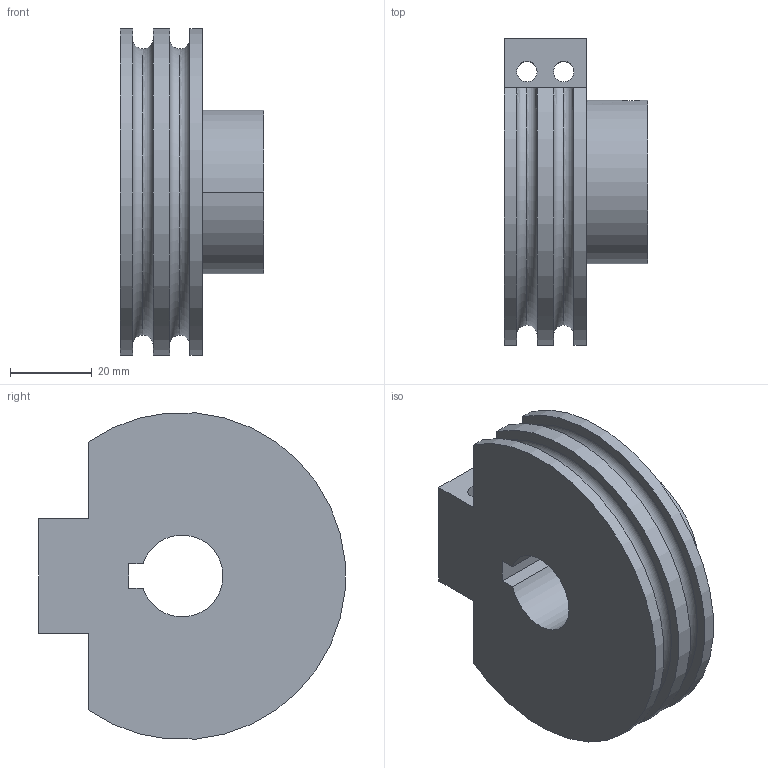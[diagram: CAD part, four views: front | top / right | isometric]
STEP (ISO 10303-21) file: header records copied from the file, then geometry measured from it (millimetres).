
FILE_DESCRIPTION (( 'STEP AP203' ), '1' );
FILE_NAME ('Poulie direction.STEP', '2024-01-16T21:19:19', ( '' ), ( '' ), 'SwSTEP 2.0', 'SolidWorks 2018', '' );
FILE_SCHEMA (( 'CONFIG_CONTROL_DESIGN' ));
Length unit declared in the file: millimetre
Products named in the file (1): Poulie direction
Bounding box: 35 x 74.85 x 79.7 mm (x, y, z)
Volume: 89873.5 mm3; surface area: 21560.6 mm2
Topology: 1 solids, 1 shells, 39 faces, 109 edges, 72 vertices
Faces by surface type: cylinder 20, plane 15, torus 4
Entity records: 1740 total; most frequent: CARTESIAN_POINT 625, ORIENTED_EDGE 218, DIRECTION 207, EDGE_CURVE 109, AXIS2_PLACEMENT_3D 76, VERTEX_POINT 72, LINE 55, EDGE_LOOP 55
